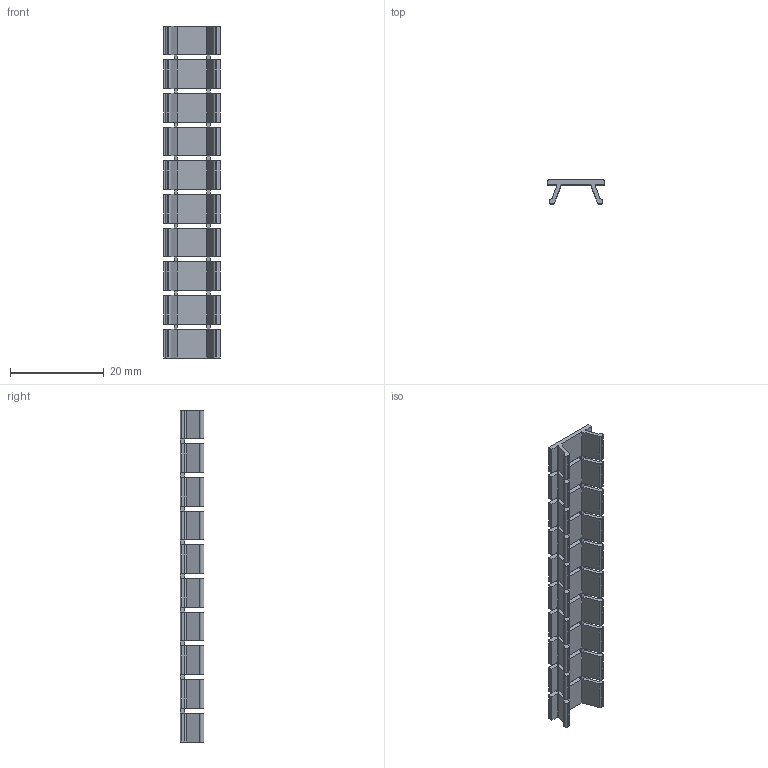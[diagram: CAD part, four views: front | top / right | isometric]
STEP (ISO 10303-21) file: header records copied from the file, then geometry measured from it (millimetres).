
FILE_DESCRIPTION((''),'2;1');
FILE_NAME('BB7___','2023-10-23T',('Administrator'),(''),'PRO/ENGINEER BY PARAMETRIC TECHNOLOGY CORPORATION, 2013230','PRO/ENGINEER BY PARAMETRIC TECHNOLOGY CORPORATION, 2013230','');
FILE_SCHEMA(('CONFIG_CONTROL_DESIGN'));
Length unit declared in the file: millimetre
Products named in the file (1): BB7___
Bounding box: 12 x 5.1 x 71 mm (x, y, z)
Volume: 1229 mm3; surface area: 3124.7 mm2
Topology: 1 solids, 1 shells, 321 faces, 876 edges, 548 vertices
Faces by surface type: plane 241, cylinder 80
Entity records: 10020 total; most frequent: ORIENTED_EDGE 1752, CARTESIAN_POINT 1745, DIRECTION 1678, EDGE_CURVE 876, VECTOR 716, LINE 716, VERTEX_POINT 548, AXIS2_PLACEMENT_3D 481
